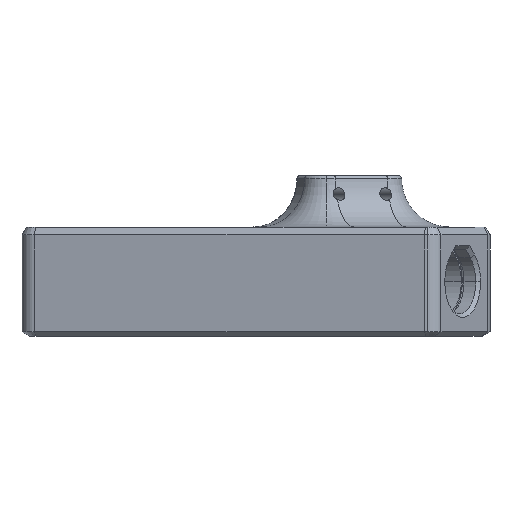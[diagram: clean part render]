
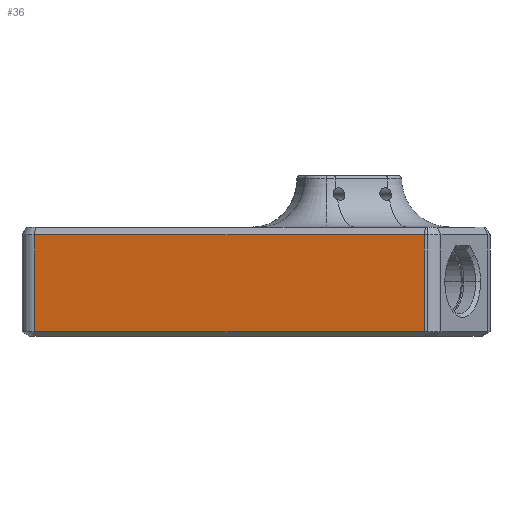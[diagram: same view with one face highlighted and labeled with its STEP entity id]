
A CAD part, left-side view. The second image highlights one B-rep face of the part: STEP entity #36.
In plain terms, the highlighted planar face has unit normal (-0.981, 0.194, 0).
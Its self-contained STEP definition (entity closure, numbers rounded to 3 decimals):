
#36 = ADVANCED_FACE ( 'NONE', ( #928 ), #3636, .F. ) ;
#75 = LINE ( 'NONE', #112, #1278 ) ;
#112 = CARTESIAN_POINT ( 'NONE',  ( -7., 30., 6. ) ) ;
#267 = DIRECTION ( 'NONE',  ( 0., 0., -1. ) ) ;
#268 = VERTEX_POINT ( 'NONE', #1680 ) ;
#591 = DIRECTION ( 'NONE',  ( 0.194, 0.981, 0. ) ) ;
#703 = VECTOR ( 'NONE', #2935, 1000. ) ;
#840 = DIRECTION ( 'NONE',  ( -0.194, -0.981, 0. ) ) ;
#928 = FACE_OUTER_BOUND ( 'NONE', #3980, .T. ) ;
#1093 = CARTESIAN_POINT ( 'NONE',  ( -7.319, 28.389, 7. ) ) ;
#1232 = LINE ( 'NONE', #2552, #703 ) ;
#1278 = VECTOR ( 'NONE', #1441, 1000. ) ;
#1362 = CARTESIAN_POINT ( 'NONE',  ( -17.222, -21.595, 6. ) ) ;
#1441 = DIRECTION ( 'NONE',  ( 0.194, 0.981, 0. ) ) ;
#1473 = CARTESIAN_POINT ( 'NONE',  ( -7., 30., 7. ) ) ;
#1565 = EDGE_CURVE ( 'NONE', #1638, #4088, #2401, .T. ) ;
#1638 = VERTEX_POINT ( 'NONE', #3847 ) ;
#1660 = LINE ( 'NONE', #2520, #3803 ) ;
#1680 = CARTESIAN_POINT ( 'NONE',  ( -17.222, -21.595, -6.423 ) ) ;
#2080 = AXIS2_PLACEMENT_3D ( 'NONE', #1473, #4018, #591 ) ;
#2306 = EDGE_CURVE ( 'NONE', #268, #5147, #1232, .T. ) ;
#2399 = ORIENTED_EDGE ( 'NONE', *, *, #2306, .T. ) ;
#2401 = LINE ( 'NONE', #1093, #4177 ) ;
#2520 = CARTESIAN_POINT ( 'NONE',  ( -17.222, -21.595, -6.423 ) ) ;
#2552 = CARTESIAN_POINT ( 'NONE',  ( -17.222, -21.595, 7. ) ) ;
#2678 = EDGE_CURVE ( 'NONE', #4088, #268, #1660, .T. ) ;
#2935 = DIRECTION ( 'NONE',  ( 0., 0., 1. ) ) ;
#3061 = ORIENTED_EDGE ( 'NONE', *, *, #2678, .T. ) ;
#3636 = PLANE ( 'NONE',  #2080 ) ;
#3733 = CARTESIAN_POINT ( 'NONE',  ( -7.319, 28.389, -6.423 ) ) ;
#3803 = VECTOR ( 'NONE', #840, 1000. ) ;
#3847 = CARTESIAN_POINT ( 'NONE',  ( -7.319, 28.389, 6. ) ) ;
#3980 = EDGE_LOOP ( 'NONE', ( #5372, #3061, #2399, #5453 ) ) ;
#4018 = DIRECTION ( 'NONE',  ( 0.981, -0.194, 0. ) ) ;
#4088 = VERTEX_POINT ( 'NONE', #3733 ) ;
#4177 = VECTOR ( 'NONE', #267, 1000. ) ;
#4856 = EDGE_CURVE ( 'NONE', #5147, #1638, #75, .T. ) ;
#5147 = VERTEX_POINT ( 'NONE', #1362 ) ;
#5372 = ORIENTED_EDGE ( 'NONE', *, *, #1565, .T. ) ;
#5453 = ORIENTED_EDGE ( 'NONE', *, *, #4856, .T. ) ;
